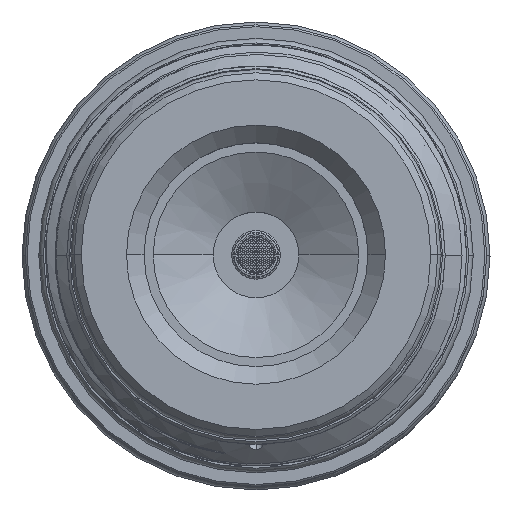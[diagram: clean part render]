
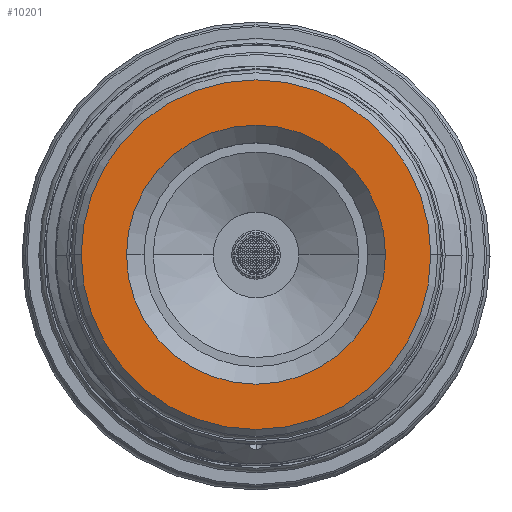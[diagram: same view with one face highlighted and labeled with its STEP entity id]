
A CAD part, top view. The second image highlights one B-rep face of the part: STEP entity #10201.
In plain terms, the highlighted planar face has unit normal (0, 0, 1).
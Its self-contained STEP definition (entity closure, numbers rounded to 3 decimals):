
#9026 = DIRECTION ( 'NONE',  ( -1., 0., 0. ) ) ;
#10201 = ADVANCED_FACE ( 'NONE', ( #69144, #60149 ), #29666, .F. ) ;
#12029 = DIRECTION ( 'NONE',  ( 0., 0., -1. ) ) ;
#13966 = DIRECTION ( 'NONE',  ( 0., 0., -1. ) ) ;
#14961 = EDGE_CURVE ( 'NONE', #104090, #17489, #21429, .T. ) ;
#15112 = CARTESIAN_POINT ( 'NONE',  ( -14.7, 0., 156.372 ) ) ;
#16427 = AXIS2_PLACEMENT_3D ( 'NONE', #23972, #59061, #26840 ) ;
#17124 = EDGE_CURVE ( 'NONE', #64000, #82671, #77689, .T. ) ;
#17489 = VERTEX_POINT ( 'NONE', #21150 ) ;
#17705 = DIRECTION ( 'NONE',  ( -1., 0., 0. ) ) ;
#18895 = CIRCLE ( 'NONE', #42258, 14.7 ) ;
#21150 = CARTESIAN_POINT ( 'NONE',  ( 14.7, 0., 156.372 ) ) ;
#21429 = CIRCLE ( 'NONE', #42437, 14.7 ) ;
#23972 = CARTESIAN_POINT ( 'NONE',  ( 0., 0., 156.372 ) ) ;
#26840 = DIRECTION ( 'NONE',  ( -1., 0., 0. ) ) ;
#29587 = EDGE_CURVE ( 'NONE', #17489, #104090, #18895, .T. ) ;
#29666 = PLANE ( 'NONE',  #37373 ) ;
#33985 = ORIENTED_EDGE ( 'NONE', *, *, #17124, .F. ) ;
#35233 = ORIENTED_EDGE ( 'NONE', *, *, #14961, .T. ) ;
#37373 = AXIS2_PLACEMENT_3D ( 'NONE', #70147, #13966, #86889 ) ;
#39002 = CARTESIAN_POINT ( 'NONE',  ( -19.84, 0., 156.372 ) ) ;
#42258 = AXIS2_PLACEMENT_3D ( 'NONE', #78136, #12029, #85284 ) ;
#42437 = AXIS2_PLACEMENT_3D ( 'NONE', #82271, #91543, #9026 ) ;
#49396 = EDGE_LOOP ( 'NONE', ( #73729, #35233 ) ) ;
#59061 = DIRECTION ( 'NONE',  ( 0., 0., -1. ) ) ;
#60149 = FACE_OUTER_BOUND ( 'NONE', #69054, .T. ) ;
#61785 = EDGE_CURVE ( 'NONE', #82671, #64000, #86053, .T. ) ;
#64000 = VERTEX_POINT ( 'NONE', #96950 ) ;
#64965 = AXIS2_PLACEMENT_3D ( 'NONE', #67446, #89189, #17705 ) ;
#67446 = CARTESIAN_POINT ( 'NONE',  ( 0., 0., 156.372 ) ) ;
#69054 = EDGE_LOOP ( 'NONE', ( #99743, #33985 ) ) ;
#69144 = FACE_BOUND ( 'NONE', #49396, .T. ) ;
#70147 = CARTESIAN_POINT ( 'NONE',  ( 0., 0., 156.372 ) ) ;
#73729 = ORIENTED_EDGE ( 'NONE', *, *, #29587, .T. ) ;
#77689 = CIRCLE ( 'NONE', #16427, 19.84 ) ;
#78136 = CARTESIAN_POINT ( 'NONE',  ( 0., 0., 156.372 ) ) ;
#82271 = CARTESIAN_POINT ( 'NONE',  ( 0., 0., 156.372 ) ) ;
#82671 = VERTEX_POINT ( 'NONE', #39002 ) ;
#85284 = DIRECTION ( 'NONE',  ( -1., 0., 0. ) ) ;
#86053 = CIRCLE ( 'NONE', #64965, 19.84 ) ;
#86889 = DIRECTION ( 'NONE',  ( -1., 0., 0. ) ) ;
#89189 = DIRECTION ( 'NONE',  ( 0., 0., -1. ) ) ;
#91543 = DIRECTION ( 'NONE',  ( 0., 0., -1. ) ) ;
#96950 = CARTESIAN_POINT ( 'NONE',  ( 19.84, 0., 156.372 ) ) ;
#99743 = ORIENTED_EDGE ( 'NONE', *, *, #61785, .F. ) ;
#104090 = VERTEX_POINT ( 'NONE', #15112 ) ;
